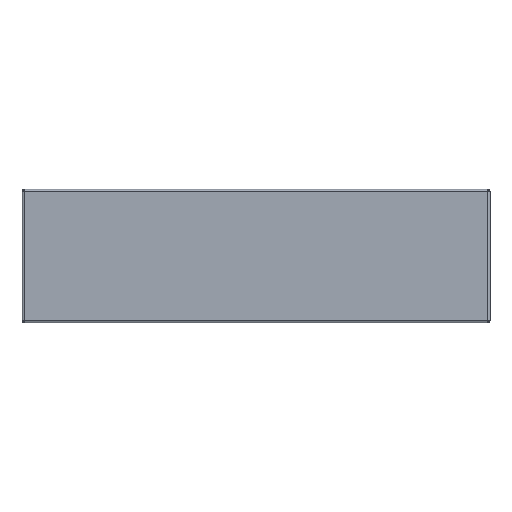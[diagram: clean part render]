
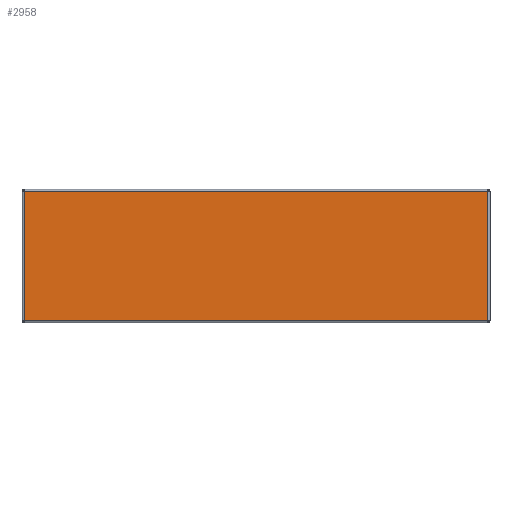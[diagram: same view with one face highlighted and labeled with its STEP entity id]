
A CAD part, top view. The second image highlights one B-rep face of the part: STEP entity #2958.
In plain terms, the highlighted planar face has unit normal (0, 0, 1).
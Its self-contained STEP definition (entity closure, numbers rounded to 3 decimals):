
#115 = ORIENTED_EDGE ( 'NONE', *, *, #3521, .T. ) ;
#124 = ORIENTED_EDGE ( 'NONE', *, *, #2565, .T. ) ;
#237 = VERTEX_POINT ( 'NONE', #5077 ) ;
#242 = VECTOR ( 'NONE', #511, 1000. ) ;
#511 = DIRECTION ( 'NONE',  ( -1., 0., 0. ) ) ;
#543 = LINE ( 'NONE', #2375, #242 ) ;
#595 = VERTEX_POINT ( 'NONE', #4869 ) ;
#657 = DIRECTION ( 'NONE',  ( 0., 0., 1. ) ) ;
#704 = VECTOR ( 'NONE', #3325, 1000. ) ;
#805 = ORIENTED_EDGE ( 'NONE', *, *, #6376, .T. ) ;
#947 = EDGE_CURVE ( 'NONE', #6134, #1853, #543, .T. ) ;
#960 = CARTESIAN_POINT ( 'NONE',  ( -339.8, -94.5, 0. ) ) ;
#1184 = DIRECTION ( 'NONE',  ( 1., 0., 0. ) ) ;
#1242 = ORIENTED_EDGE ( 'NONE', *, *, #947, .F. ) ;
#1305 = VECTOR ( 'NONE', #3738, 1000. ) ;
#1322 = CARTESIAN_POINT ( 'NONE',  ( 339.8, -95.293, 0. ) ) ;
#1853 = VERTEX_POINT ( 'NONE', #3528 ) ;
#2016 = FACE_OUTER_BOUND ( 'NONE', #5060, .T. ) ;
#2022 = DIRECTION ( 'NONE',  ( -1., 0., 0. ) ) ;
#2101 = EDGE_CURVE ( 'NONE', #5207, #5112, #3868, .T. ) ;
#2215 = LINE ( 'NONE', #3254, #2224 ) ;
#2224 = VECTOR ( 'NONE', #1184, 1000. ) ;
#2330 = EDGE_CURVE ( 'NONE', #2751, #1853, #2215, .T. ) ;
#2375 = CARTESIAN_POINT ( 'NONE',  ( 339.7, -94.5, 0. ) ) ;
#2378 = VECTOR ( 'NONE', #3909, 1000. ) ;
#2420 = DIRECTION ( 'NONE',  ( -1., 0., 0. ) ) ;
#2565 = EDGE_CURVE ( 'NONE', #595, #2973, #3049, .T. ) ;
#2740 = VECTOR ( 'NONE', #2022, 1000. ) ;
#2751 = VERTEX_POINT ( 'NONE', #4863 ) ;
#2842 = ORIENTED_EDGE ( 'NONE', *, *, #2330, .T. ) ;
#2863 = CARTESIAN_POINT ( 'NONE',  ( -339.8, 95.293, 0. ) ) ;
#2950 = CARTESIAN_POINT ( 'NONE',  ( 340.593, 94.5, 0. ) ) ;
#2958 = ADVANCED_FACE ( 'NONE', ( #2016 ), #3984, .T. ) ;
#2973 = VERTEX_POINT ( 'NONE', #5913 ) ;
#3009 = CARTESIAN_POINT ( 'NONE',  ( 0., 0., 0. ) ) ;
#3049 = LINE ( 'NONE', #3119, #2740 ) ;
#3119 = CARTESIAN_POINT ( 'NONE',  ( 340.593, 94.5, 0. ) ) ;
#3254 = CARTESIAN_POINT ( 'NONE',  ( -340.593, -94.5, 0. ) ) ;
#3325 = DIRECTION ( 'NONE',  ( 0., 1., 0. ) ) ;
#3357 = EDGE_CURVE ( 'NONE', #5207, #237, #4411, .T. ) ;
#3366 = EDGE_CURVE ( 'NONE', #6134, #595, #5269, .T. ) ;
#3521 = EDGE_CURVE ( 'NONE', #2973, #237, #4810, .T. ) ;
#3528 = CARTESIAN_POINT ( 'NONE',  ( 339.7, -94.5, 0. ) ) ;
#3738 = DIRECTION ( 'NONE',  ( 1., 0., 0. ) ) ;
#3868 = LINE ( 'NONE', #2863, #5121 ) ;
#3909 = DIRECTION ( 'NONE',  ( 1., 0., 0. ) ) ;
#3984 = PLANE ( 'NONE',  #6395 ) ;
#4011 = CARTESIAN_POINT ( 'NONE',  ( -340.593, -94.5, 0. ) ) ;
#4122 = DIRECTION ( 'NONE',  ( 1., 0., 0. ) ) ;
#4206 = CARTESIAN_POINT ( 'NONE',  ( -339.7, 94.5, 0. ) ) ;
#4292 = CARTESIAN_POINT ( 'NONE',  ( 339.8, -94.5, 0. ) ) ;
#4411 = LINE ( 'NONE', #4206, #1305 ) ;
#4810 = LINE ( 'NONE', #2950, #5778 ) ;
#4863 = CARTESIAN_POINT ( 'NONE',  ( -339.7, -94.5, 0. ) ) ;
#4869 = CARTESIAN_POINT ( 'NONE',  ( 339.8, 94.5, 0. ) ) ;
#4974 = LINE ( 'NONE', #4011, #2378 ) ;
#5060 = EDGE_LOOP ( 'NONE', ( #805, #2842, #1242, #5740, #124, #115, #6025, #5704 ) ) ;
#5077 = CARTESIAN_POINT ( 'NONE',  ( -339.7, 94.5, 0. ) ) ;
#5112 = VERTEX_POINT ( 'NONE', #960 ) ;
#5121 = VECTOR ( 'NONE', #5327, 1000. ) ;
#5207 = VERTEX_POINT ( 'NONE', #6023 ) ;
#5269 = LINE ( 'NONE', #1322, #704 ) ;
#5327 = DIRECTION ( 'NONE',  ( 0., -1., 0. ) ) ;
#5704 = ORIENTED_EDGE ( 'NONE', *, *, #2101, .T. ) ;
#5740 = ORIENTED_EDGE ( 'NONE', *, *, #3366, .T. ) ;
#5778 = VECTOR ( 'NONE', #2420, 1000. ) ;
#5913 = CARTESIAN_POINT ( 'NONE',  ( 339.7, 94.5, 0. ) ) ;
#6023 = CARTESIAN_POINT ( 'NONE',  ( -339.8, 94.5, 0. ) ) ;
#6025 = ORIENTED_EDGE ( 'NONE', *, *, #3357, .F. ) ;
#6134 = VERTEX_POINT ( 'NONE', #4292 ) ;
#6376 = EDGE_CURVE ( 'NONE', #5112, #2751, #4974, .T. ) ;
#6395 = AXIS2_PLACEMENT_3D ( 'NONE', #3009, #657, #4122 ) ;
